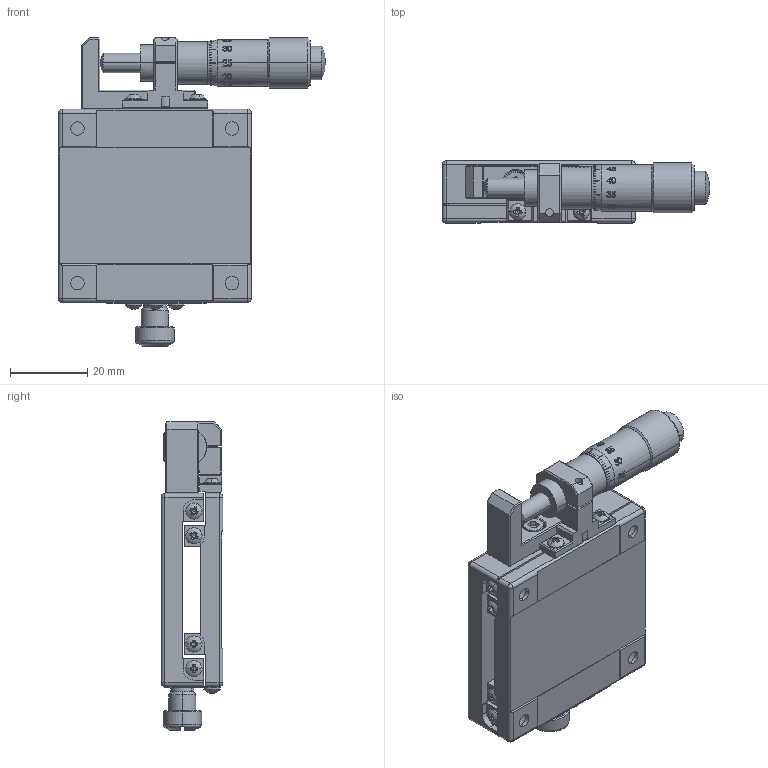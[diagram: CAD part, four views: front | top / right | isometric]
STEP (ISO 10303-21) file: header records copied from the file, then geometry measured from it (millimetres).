
FILE_DESCRIPTION (( 'STEP AP203' ), '1' );
FILE_NAME ('MX50-SS(«¬¿ý).STEP', '2013-05-04T05:33:13', ( '123' ), ( '' ), 'SwSTEP 2.0', 'SolidWorks 2013', '' );
FILE_SCHEMA (( 'CONFIG_CONTROL_DESIGN' ));
Length unit declared in the file: millimetre
Products named in the file (3): Group2^MX50-SS(型錄); MX50-SS(型錄); Group1^MX50-SS(型錄)
Assembly tree (2 placements, depth 2):
  MX50-SS(型錄)
    Group1^MX50-SS(型錄)
    Group2^MX50-SS(型錄)
Bounding box: 69.25 x 16 x 79.8 mm (x, y, z)
Volume: 40189.1 mm3; surface area: 19948 mm2
Topology: 2 solids, 2 shells, 2064 faces, 5561 edges, 3571 vertices
Faces by surface type: plane 1172, bspline 352, cylinder 310, cone 176, sphere 38, torus 16
Entity records: 92082 total; most frequent: CARTESIAN_POINT 41903, ORIENTED_EDGE 11046, DIRECTION 9386, EDGE_CURVE 5523, VERTEX_POINT 3571, VECTOR 3200, LINE 3200, AXIS2_PLACEMENT_3D 3093
